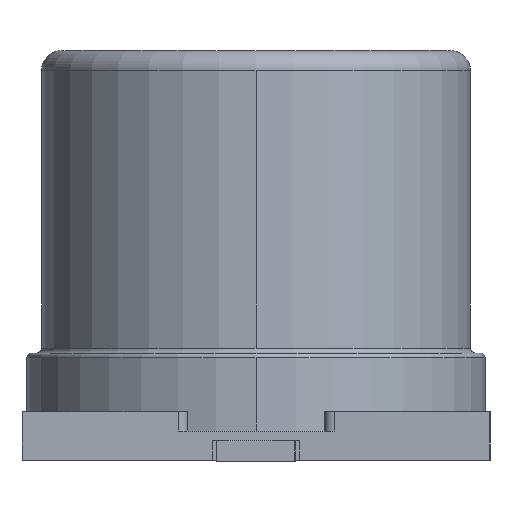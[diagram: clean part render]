
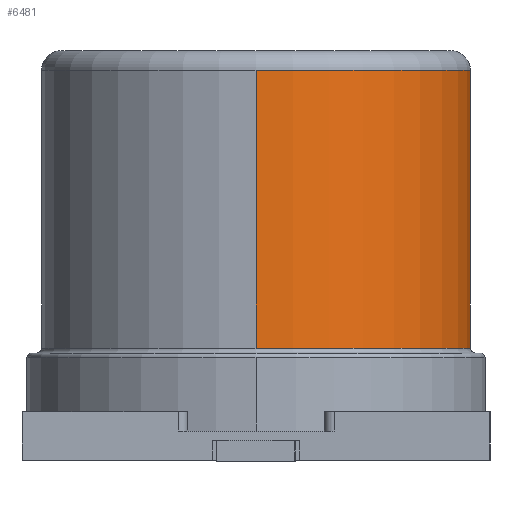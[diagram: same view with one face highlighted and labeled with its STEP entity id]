
A CAD part, left-side view. The second image highlights one B-rep face of the part: STEP entity #6481.
In plain terms, the highlighted cylindrical face has radius 2.2 mm (diameter 4.4 mm), a partial arc.
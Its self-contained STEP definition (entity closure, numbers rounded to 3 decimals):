
#272 = DIRECTION ( 'NONE',  ( 0., 0., -1. ) ) ;
#392 = DIRECTION ( 'NONE',  ( -1., 0., 0. ) ) ;
#758 = CIRCLE ( 'NONE', #1301, 2.2 ) ;
#808 = EDGE_CURVE ( 'NONE', #2762, #4061, #758, .T. ) ;
#1130 = CYLINDRICAL_SURFACE ( 'NONE', #3216, 2.2 ) ;
#1184 = DIRECTION ( 'NONE',  ( 0., 0., 1. ) ) ;
#1275 = EDGE_CURVE ( 'NONE', #4394, #4061, #2417, .T. ) ;
#1301 = AXIS2_PLACEMENT_3D ( 'NONE', #5937, #1184, #3333 ) ;
#1467 = ORIENTED_EDGE ( 'NONE', *, *, #808, .T. ) ;
#2417 = LINE ( 'NONE', #6165, #3885 ) ;
#2444 = CARTESIAN_POINT ( 'NONE',  ( -5.3, 0., 19.877 ) ) ;
#2762 = VERTEX_POINT ( 'NONE', #4672 ) ;
#3071 = CIRCLE ( 'NONE', #3173, 2.2 ) ;
#3073 = EDGE_CURVE ( 'NONE', #4394, #5401, #3071, .T. ) ;
#3173 = AXIS2_PLACEMENT_3D ( 'NONE', #3967, #272, #6245 ) ;
#3216 = AXIS2_PLACEMENT_3D ( 'NONE', #5151, #6130, #392 ) ;
#3333 = DIRECTION ( 'NONE',  ( 1., 0., 0. ) ) ;
#3664 = ORIENTED_EDGE ( 'NONE', *, *, #1275, .F. ) ;
#3673 = DIRECTION ( 'NONE',  ( 0., 0., -1. ) ) ;
#3771 = CARTESIAN_POINT ( 'NONE',  ( -5.3, 0., 4. ) ) ;
#3876 = EDGE_LOOP ( 'NONE', ( #5689, #6858, #1467, #3664 ) ) ;
#3885 = VECTOR ( 'NONE', #4660, 1000. ) ;
#3967 = CARTESIAN_POINT ( 'NONE',  ( -3.1, 0., 4. ) ) ;
#4050 = EDGE_CURVE ( 'NONE', #5401, #2762, #5075, .T. ) ;
#4061 = VERTEX_POINT ( 'NONE', #4138 ) ;
#4138 = CARTESIAN_POINT ( 'NONE',  ( -3.1, -2.2, 1.15 ) ) ;
#4394 = VERTEX_POINT ( 'NONE', #4902 ) ;
#4660 = DIRECTION ( 'NONE',  ( 0., 0., -1. ) ) ;
#4672 = CARTESIAN_POINT ( 'NONE',  ( -5.3, 0., 1.15 ) ) ;
#4902 = CARTESIAN_POINT ( 'NONE',  ( -3.1, -2.2, 4. ) ) ;
#5075 = LINE ( 'NONE', #2444, #6659 ) ;
#5151 = CARTESIAN_POINT ( 'NONE',  ( -3.1, 0., 19.877 ) ) ;
#5401 = VERTEX_POINT ( 'NONE', #3771 ) ;
#5689 = ORIENTED_EDGE ( 'NONE', *, *, #3073, .T. ) ;
#5937 = CARTESIAN_POINT ( 'NONE',  ( -3.1, 0., 1.15 ) ) ;
#6130 = DIRECTION ( 'NONE',  ( 0., 0., -1. ) ) ;
#6165 = CARTESIAN_POINT ( 'NONE',  ( -3.1, -2.2, 19.877 ) ) ;
#6245 = DIRECTION ( 'NONE',  ( 1., 0., 0. ) ) ;
#6370 = FACE_OUTER_BOUND ( 'NONE', #3876, .T. ) ;
#6481 = ADVANCED_FACE ( 'NONE', ( #6370 ), #1130, .T. ) ;
#6659 = VECTOR ( 'NONE', #3673, 1000. ) ;
#6858 = ORIENTED_EDGE ( 'NONE', *, *, #4050, .T. ) ;
